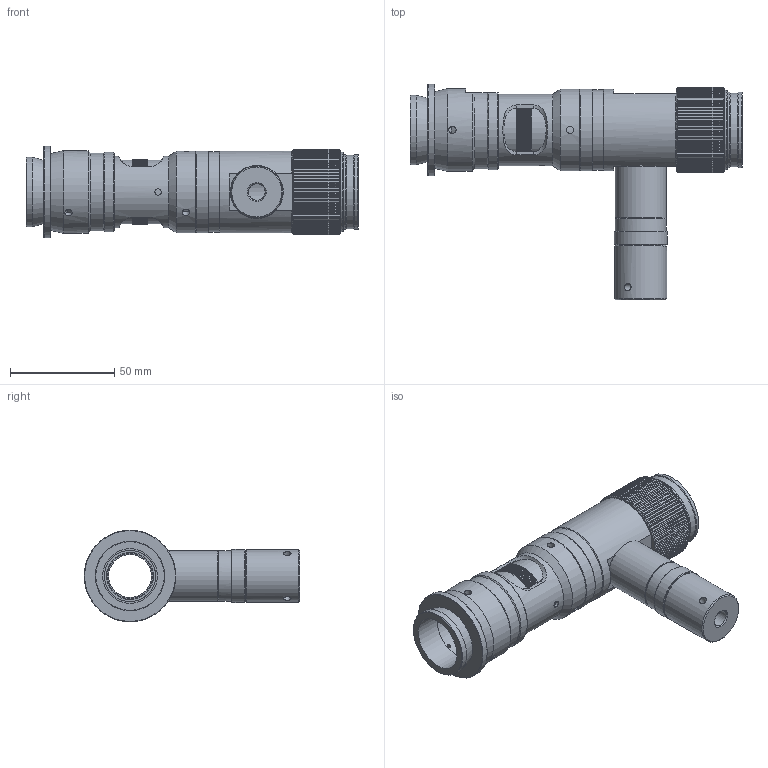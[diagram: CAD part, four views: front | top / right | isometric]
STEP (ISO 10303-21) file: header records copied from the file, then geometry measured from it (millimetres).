
FILE_DESCRIPTION (( 'STEP AP203' ), '1' );
FILE_NAME ('693030.STEP', '2024-07-15T02:38:27', ( 'Windows User' ), ( 'P R C' ), 'SwSTEP 2.0', 'SolidWorks 2020', '' );
FILE_SCHEMA (( 'CONFIG_CONTROL_DESIGN' ));
Products named in the file (1): 693030
Bounding box: 159.1 x 103.4 x 44 mm (x, y, z)
Surface area: 79197.4 mm2 (no closed solid volume)
Topology: 0 solids, 15 shells, 1024 faces, 3017 edges, 2062 vertices
Faces by surface type: plane 580, cylinder 336, cone 82, bspline 25, torus 1
Full cylindrical faces by diameter (mm): 0.95 x3, 1.1 x2, 1.2 x3, 1.5 x3, 1.6 x4, 1.75 x2, 2.2 x4, 3 x3, 3.048 x1, 3.5 x10, 4 x1, 8 x1, 12 x2, 13.6 x1, 15.5 x2, 17 x1, 18.28 x1, 18.32 x1, 18.5 x1, 19 x1, 19.16 x1, 19.46 x1, 19.84 x1, 20.04 x1, 20.5 x1, 21.6 x1, 22.5 x1, 23.2 x1, 24.4 x1, 24.5 x1
Entity records: 58182 total; most frequent: CARTESIAN_POINT 33803, ORIENTED_EDGE 5517, DIRECTION 4107, EDGE_CURVE 2760, VERTEX_POINT 1987, AXIS2_PLACEMENT_3D 1646, EDGE_LOOP 1325, B_SPLINE_CURVE_WITH_KNOTS 1294
